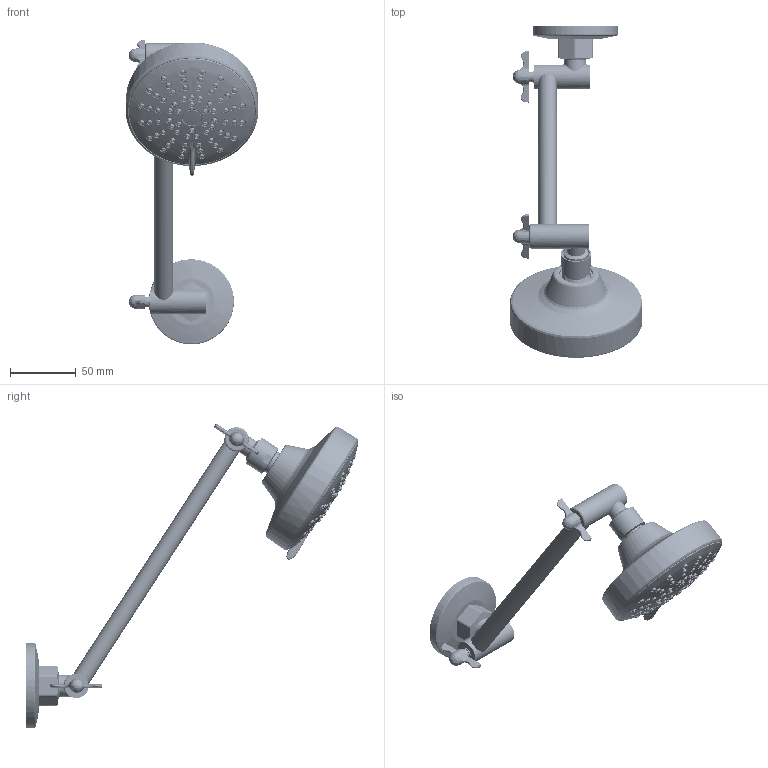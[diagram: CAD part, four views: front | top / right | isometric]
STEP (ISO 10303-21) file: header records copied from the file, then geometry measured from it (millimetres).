
FILE_DESCRIPTION(/* description */ (''),/* implementation_level */ '2;1');
FILE_NAME(/* name */ 'STEP - Posh Solus MK3 Hi Rise Shower 3 Functions Chrome (4 Star)',/* time_stamp */ '2025-05-27T15:08:42+10:00',/* author */ (''),/* organization */ (''),/* preprocessor_version */ 'ST-DEVELOPER v16.5',/* originating_system */ 'Rhino 7.37',/* authorisation */ '');
FILE_SCHEMA (('AUTOMOTIVE_DESIGN'));
Length unit declared in the file: millimetre
Products named in the file (1): Document
Bounding box: 100.73 x 251.9 x 231.2 mm (x, y, z)
Volume: 75934.3 mm3; surface area: 128860.6 mm2
Topology: 21 solids, 23 shells, 3276 faces, 8100 edges, 5054 vertices
Faces by surface type: bspline 2183, plane 695, cylinder 398
Entity records: 247691 total; most frequent: CARTESIAN_POINT 199335, ORIENTED_EDGE 16010, EDGE_CURVE 8086, VERTEX_POINT 5054, B_SPLINE_CURVE_WITH_KNOTS 4423, EDGE_LOOP 3832, ADVANCED_FACE 3275, FACE_OUTER_BOUND 3275
